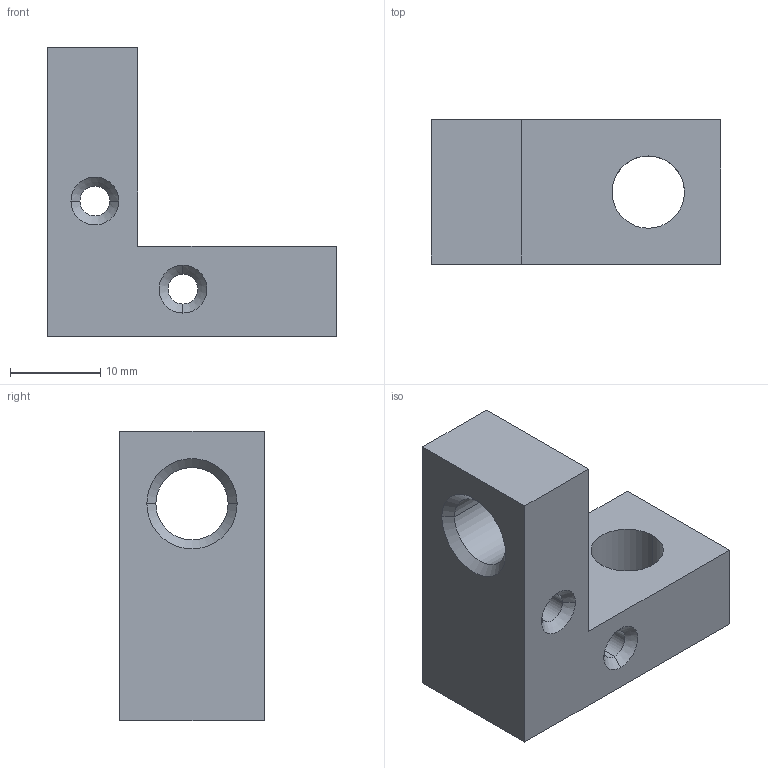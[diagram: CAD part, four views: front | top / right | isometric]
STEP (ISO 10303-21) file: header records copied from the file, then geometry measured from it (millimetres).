
FILE_DESCRIPTION(('CATIA V5 STEP Exchange'),'2;1');
FILE_NAME('guide_percage_equerre.stp','2022-10-16T17:30:00+00:00',('none'),('none'),'CATIA Version 5 Release 18 GA (IN-10)','CATIA V5 STEP AP203','none');
FILE_SCHEMA(('CONFIG_CONTROL_DESIGN'));
Length unit declared in the file: millimetre
Products named in the file (1): guide_percage_equerre
Bounding box: 32 x 16 x 32 mm (x, y, z)
Volume: 7321.3 mm3; surface area: 3690.7 mm2
Topology: 1 solids, 1 shells, 24 faces, 58 edges, 36 vertices
Faces by surface type: plane 8, cylinder 8, cone 8
Entity records: 716 total; most frequent: ORIENTED_EDGE 116, CARTESIAN_POINT 115, DIRECTION 98, EDGE_CURVE 58, AXIS2_PLACEMENT_3D 45, VERTEX_POINT 36, VECTOR 34, LINE 34
